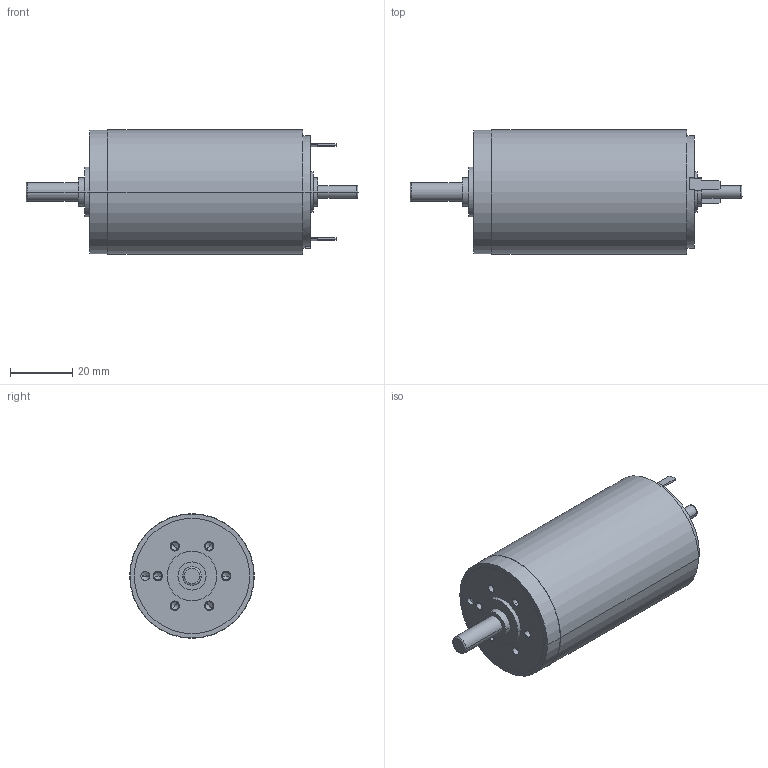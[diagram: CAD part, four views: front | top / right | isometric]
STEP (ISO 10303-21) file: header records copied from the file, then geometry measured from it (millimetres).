
FILE_DESCRIPTION((''),'2;1');
FILE_NAME('1065833_ASM','2010-03-09T',('MMAGBRD'),(''),'PRO/ENGINEER BY PARAMETRIC TECHNOLOGY CORPORATION, 2009230','PRO/ENGINEER BY PARAMETRIC TECHNOLOGY CORPORATION, 2009230','');
FILE_SCHEMA(('CONFIG_CONTROL_DESIGN'));
Length unit declared in the file: millimetre
Products named in the file (1): 1065833_ASM
Bounding box: 106.6 x 40 x 40 mm (x, y, z)
Volume: 89429.1 mm3; surface area: 13418.7 mm2
Topology: 1 solids, 13 shells, 214 faces, 524 edges, 333 vertices
Faces by surface type: cylinder 92, plane 88, cone 26, torus 8
Entity records: 6381 total; most frequent: CARTESIAN_POINT 1294, DIRECTION 1108, ORIENTED_EDGE 948, EDGE_CURVE 498, AXIS2_PLACEMENT_3D 419, VERTEX_POINT 333, VECTOR 270, LINE 270
